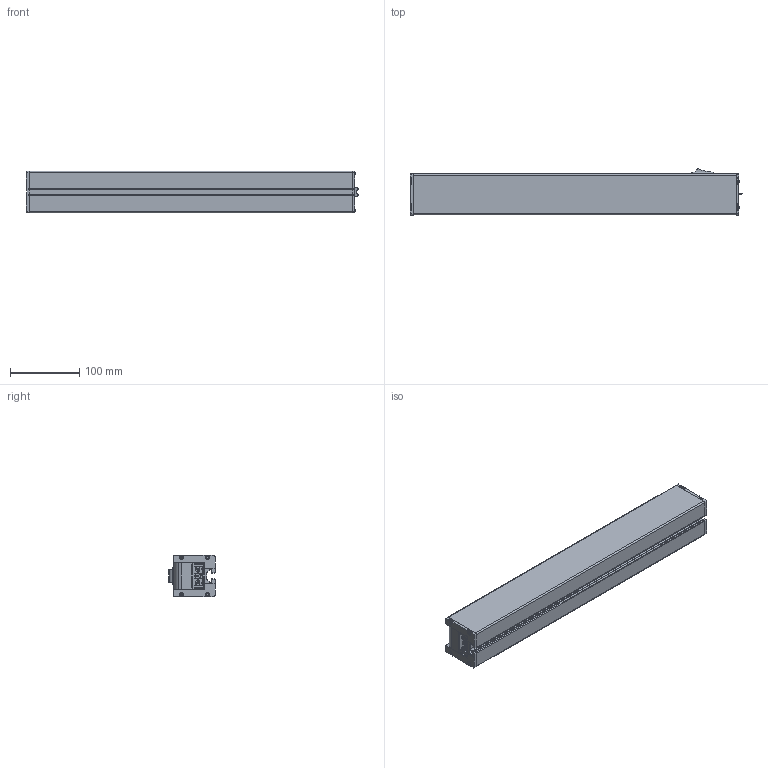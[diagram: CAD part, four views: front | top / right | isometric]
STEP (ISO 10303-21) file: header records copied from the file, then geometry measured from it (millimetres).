
FILE_DESCRIPTION(/* description */ ('STEP AP214'),/* implementation_level */ '2;1');
FILE_NAME(/* name */ '1025757.stp',/* time_stamp */ '2024-07-18T08:35:17+02:00',/* author */ ('Bo'),/* organization */ ('CADENAS'),/* preprocessor_version */ 'ST-DEVELOPER v20',/* originating_system */ 'Autodesk Inventor 2025',/* authorisation */ ' ');
FILE_SCHEMA (('AUTOMOTIVE_DESIGN { 1 0 10303 214 3 1 1 }'));
Length unit declared in the file: millimetre
Products named in the file (5): 1025757; 1025757-1; 1025757-2; 1025757-3; 1025757-4
Assembly tree (4 placements, depth 2):
  1025757
    1025757-1
    1025757-2
    1025757-3
    1025757-4
Bounding box: 480.88 x 66.79 x 60 mm (x, y, z)
Volume: 1593520 mm3; surface area: 176910.2 mm2
Topology: 4 solids, 4 shells, 711 faces, 1961 edges, 1268 vertices
Faces by surface type: plane 429, cylinder 254, sphere 12, torus 8, bspline 8
Full cylindrical faces by diameter (mm): 2.7 x6
Entity records: 23199 total; most frequent: DIRECTION 4049, CARTESIAN_POINT 4009, ORIENTED_EDGE 3914, EDGE_CURVE 1957, AXIS2_PLACEMENT_3D 1380, LINE 1289, VECTOR 1289, VERTEX_POINT 1268
